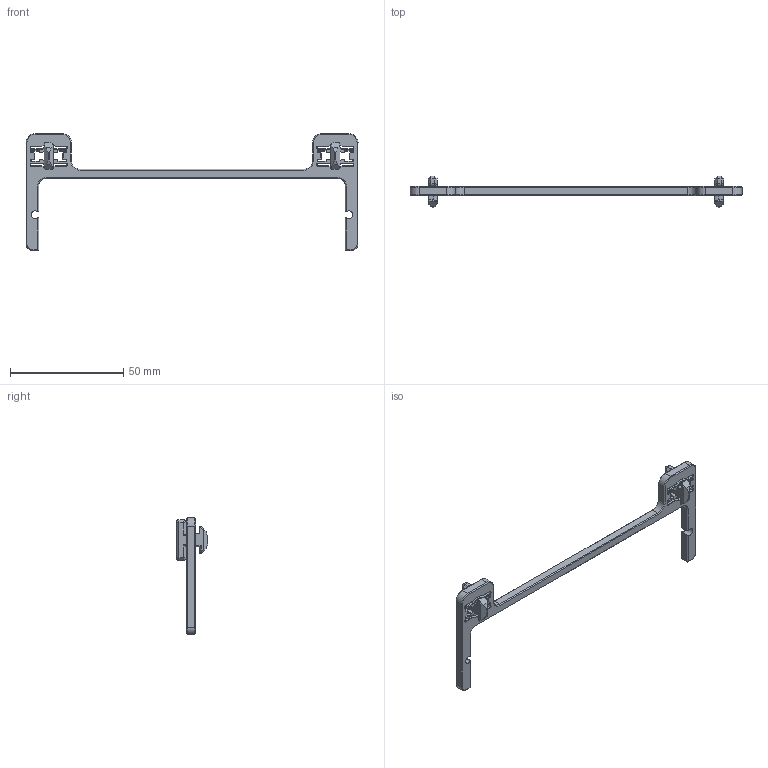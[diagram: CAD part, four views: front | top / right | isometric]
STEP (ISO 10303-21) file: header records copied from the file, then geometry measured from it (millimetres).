
FILE_DESCRIPTION(/* description */ (''),/* implementation_level */ '2;1');
FILE_NAME(/* name */ 'Quick release exhaust mount.step',/* time_stamp */ '2022-11-29T15:23:13+01:00',/* author */ (''),/* organization */ (''),/* preprocessor_version */ 'ST-DEVELOPER v19.2',/* originating_system */ 'Autodesk Translation Framework v11.17.0.187',/* authorisation */ '');
FILE_SCHEMA (('AUTOMOTIVE_DESIGN { 1 0 10303 214 3 1 1 }'));
Length unit declared in the file: millimetre
Products named in the file (1): Quick release exhaust mount
Bounding box: 146.4 x 14.05 x 51.6 mm (x, y, z)
Volume: 6388.3 mm3; surface area: 6340.2 mm2
Topology: 3 solids, 3 shells, 498 faces, 1208 edges, 720 vertices
Faces by surface type: plane 328, cone 96, cylinder 66, bspline 8
Full cylindrical faces by diameter (mm): 1.5 x4
Entity records: 14477 total; most frequent: CARTESIAN_POINT 2781, DIRECTION 2416, ORIENTED_EDGE 2408, EDGE_CURVE 1204, LINE 894, VECTOR 894, AXIS2_PLACEMENT_3D 761, VERTEX_POINT 720
